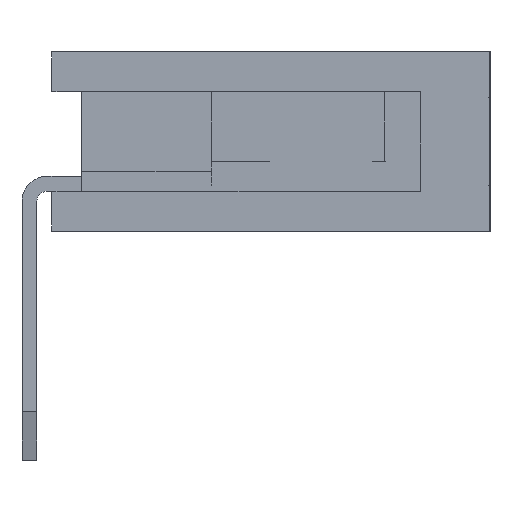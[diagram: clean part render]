
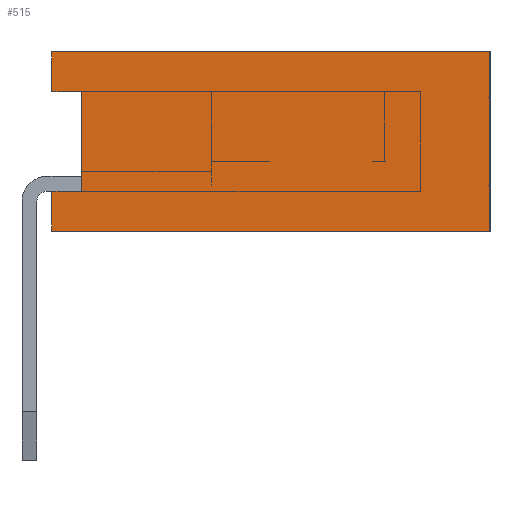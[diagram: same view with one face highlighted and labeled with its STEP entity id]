
A CAD part, left-side view. The second image highlights one B-rep face of the part: STEP entity #515.
In plain terms, the highlighted planar face has unit normal (-1, 0, 0).
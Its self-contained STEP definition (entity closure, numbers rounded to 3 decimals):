
#515=ADVANCED_FACE('',(#21298),#21300,.T.);
#21298=FACE_BOUND('',#21299,.T.);
#21299=EDGE_LOOP('',(#37919,#37920,#37921,#37922,#37923,#37924,#37925,#37926));
#21300=PLANE('',#21301);
#21301=AXIS2_PLACEMENT_3D('',#21302,#21303,#21304);
#21302=CARTESIAN_POINT('',(-0.635,-4.625,0.));
#21303=DIRECTION('',(-1.,0.,0.));
#21304=DIRECTION('',(0.,0.,1.));
#37919=ORIENTED_EDGE('',*,*,#50189,.T.);
#37920=ORIENTED_EDGE('',*,*,#50357,.T.);
#37921=ORIENTED_EDGE('',*,*,#50026,.T.);
#37922=ORIENTED_EDGE('',*,*,#50356,.F.);
#37923=ORIENTED_EDGE('',*,*,#50358,.F.);
#37924=ORIENTED_EDGE('',*,*,#50359,.T.);
#37925=ORIENTED_EDGE('',*,*,#50360,.T.);
#37926=ORIENTED_EDGE('',*,*,#50351,.F.);
#50026=EDGE_CURVE('',#56253,#56250,#56254,.F.);
#50189=EDGE_CURVE('',#56579,#56577,#56580,.F.);
#50351=EDGE_CURVE('',#56579,#56896,#56897,.T.);
#50356=EDGE_CURVE('',#56903,#56250,#56905,.T.);
#50357=EDGE_CURVE('',#56577,#56253,#56906,.T.);
#50358=EDGE_CURVE('',#56907,#56903,#56908,.T.);
#50359=EDGE_CURVE('',#56907,#56909,#56910,.T.);
#50360=EDGE_CURVE('',#56909,#56896,#56911,.T.);
#56250=VERTEX_POINT('',#66469);
#56253=VERTEX_POINT('',#66474);
#56254=LINE('',#66475,#66476);
#56577=VERTEX_POINT('',#67122);
#56579=VERTEX_POINT('',#67126);
#56580=LINE('',#67127,#67128);
#56896=VERTEX_POINT('',#67767);
#56897=LINE('',#67768,#67769);
#56903=VERTEX_POINT('',#67782);
#56905=LINE('',#67786,#67787);
#56906=LINE('',#67789,#67790);
#56907=VERTEX_POINT('',#67792);
#56908=LINE('',#67793,#67794);
#56909=VERTEX_POINT('',#67796);
#56910=LINE('',#67797,#67798);
#56911=LINE('',#67800,#67801);
#66469=CARTESIAN_POINT('',(-0.635,-0.225,0.4));
#66474=CARTESIAN_POINT('',(-0.635,-0.525,0.4));
#66475=CARTESIAN_POINT('',(-0.635,-0.225,0.4));
#66476=VECTOR('',#66477,1.);
#66477=DIRECTION('',(0.,-1.,0.));
#67122=CARTESIAN_POINT('',(-0.635,-0.525,1.4));
#67126=CARTESIAN_POINT('',(-0.635,-0.225,1.4));
#67127=CARTESIAN_POINT('',(-0.635,-0.525,1.4));
#67128=VECTOR('',#67129,1.);
#67129=DIRECTION('',(0.,1.,0.));
#67767=CARTESIAN_POINT('',(-0.635,-0.225,1.8));
#67768=CARTESIAN_POINT('',(-0.635,-0.225,1.4));
#67769=VECTOR('',#67770,1.);
#67770=DIRECTION('',(0.,0.,1.));
#67782=CARTESIAN_POINT('',(-0.635,-0.225,0.));
#67786=CARTESIAN_POINT('',(-0.635,-0.225,0.));
#67787=VECTOR('',#67788,1.);
#67788=DIRECTION('',(0.,0.,1.));
#67789=CARTESIAN_POINT('',(-0.635,-0.525,1.4));
#67790=VECTOR('',#67791,1.);
#67791=DIRECTION('',(0.,0.,-1.));
#67792=CARTESIAN_POINT('',(-0.635,-4.625,0.));
#67793=CARTESIAN_POINT('',(-0.635,-4.625,0.));
#67794=VECTOR('',#67795,1.);
#67795=DIRECTION('',(0.,1.,0.));
#67796=CARTESIAN_POINT('',(-0.635,-4.625,1.8));
#67797=CARTESIAN_POINT('',(-0.635,-4.625,0.));
#67798=VECTOR('',#67799,1.);
#67799=DIRECTION('',(0.,0.,1.));
#67800=CARTESIAN_POINT('',(-0.635,-4.625,1.8));
#67801=VECTOR('',#67802,1.);
#67802=DIRECTION('',(0.,1.,0.));
